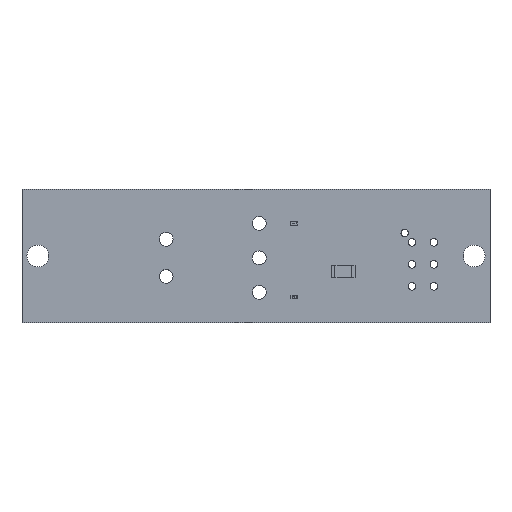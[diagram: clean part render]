
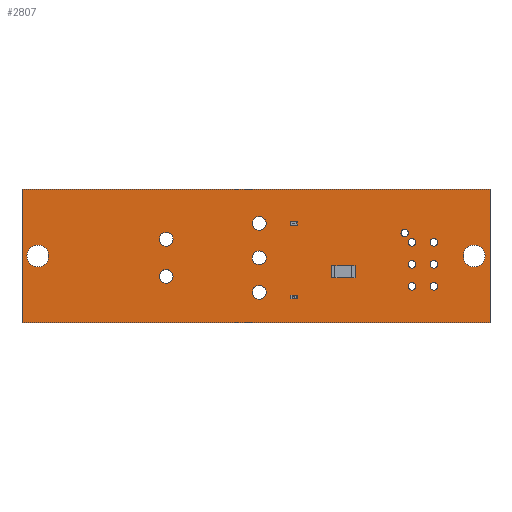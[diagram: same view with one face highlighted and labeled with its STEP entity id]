
A CAD part, top view. The second image highlights one B-rep face of the part: STEP entity #2807.
In plain terms, the highlighted planar face has unit normal (0, 0, 1).
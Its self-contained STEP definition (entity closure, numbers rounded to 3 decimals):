
#2174 = VERTEX_POINT('',#2175);
#2175 = CARTESIAN_POINT('',(114.808,33.782,0.));
#2181 = EDGE_CURVE('',#2174,#2182,#2184,.T.);
#2182 = VERTEX_POINT('',#2183);
#2183 = CARTESIAN_POINT('',(178.689,33.782,0.));
#2184 = LINE('',#2185,#2186);
#2185 = CARTESIAN_POINT('',(114.808,33.782,0.));
#2186 = VECTOR('',#2187,1.);
#2187 = DIRECTION('',(1.,0.,0.));
#2212 = EDGE_CURVE('',#2182,#2213,#2215,.T.);
#2213 = VERTEX_POINT('',#2214);
#2214 = CARTESIAN_POINT('',(178.689,52.07,0.));
#2215 = LINE('',#2216,#2217);
#2216 = CARTESIAN_POINT('',(178.689,33.782,0.));
#2217 = VECTOR('',#2218,1.);
#2218 = DIRECTION('',(0.,1.,0.));
#2243 = EDGE_CURVE('',#2213,#2244,#2246,.T.);
#2244 = VERTEX_POINT('',#2245);
#2245 = CARTESIAN_POINT('',(114.808,52.07,0.));
#2246 = LINE('',#2247,#2248);
#2247 = CARTESIAN_POINT('',(178.689,52.07,0.));
#2248 = VECTOR('',#2249,1.);
#2249 = DIRECTION('',(-1.,0.,0.));
#2274 = EDGE_CURVE('',#2244,#2174,#2275,.T.);
#2275 = LINE('',#2276,#2277);
#2276 = CARTESIAN_POINT('',(114.808,52.07,0.));
#2277 = VECTOR('',#2278,1.);
#2278 = DIRECTION('',(0.,-1.,0.));
#2298 = VERTEX_POINT('',#2299);
#2299 = CARTESIAN_POINT('',(118.465,42.926,0.));
#2305 = EDGE_CURVE('',#2298,#2298,#2306,.T.);
#2306 = CIRCLE('',#2307,1.498);
#2307 = AXIS2_PLACEMENT_3D('',#2308,#2309,#2310);
#2308 = CARTESIAN_POINT('',(116.967,42.926,0.));
#2309 = DIRECTION('',(0.,0.,1.));
#2310 = DIRECTION('',(1.,0.,0.));
#2331 = VERTEX_POINT('',#2332);
#2332 = CARTESIAN_POINT('',(148.133,37.973,0.));
#2338 = EDGE_CURVE('',#2331,#2331,#2339,.T.);
#2339 = CIRCLE('',#2340,0.94);
#2340 = AXIS2_PLACEMENT_3D('',#2341,#2342,#2343);
#2341 = CARTESIAN_POINT('',(147.193,37.973,0.));
#2342 = DIRECTION('',(0.,0.,1.));
#2343 = DIRECTION('',(1.,0.,0.));
#2364 = VERTEX_POINT('',#2365);
#2365 = CARTESIAN_POINT('',(135.433,40.132,0.));
#2371 = EDGE_CURVE('',#2364,#2364,#2372,.T.);
#2372 = CIRCLE('',#2373,0.94);
#2373 = AXIS2_PLACEMENT_3D('',#2374,#2375,#2376);
#2374 = CARTESIAN_POINT('',(134.493,40.132,0.));
#2375 = DIRECTION('',(0.,0.,1.));
#2376 = DIRECTION('',(1.,0.,0.));
#2397 = VERTEX_POINT('',#2398);
#2398 = CARTESIAN_POINT('',(148.133,42.672,0.));
#2404 = EDGE_CURVE('',#2397,#2397,#2405,.T.);
#2405 = CIRCLE('',#2406,0.94);
#2406 = AXIS2_PLACEMENT_3D('',#2407,#2408,#2409);
#2407 = CARTESIAN_POINT('',(147.193,42.672,0.));
#2408 = DIRECTION('',(0.,0.,1.));
#2409 = DIRECTION('',(1.,0.,0.));
#2430 = VERTEX_POINT('',#2431);
#2431 = CARTESIAN_POINT('',(135.433,45.212,0.));
#2437 = EDGE_CURVE('',#2430,#2430,#2438,.T.);
#2438 = CIRCLE('',#2439,0.94);
#2439 = AXIS2_PLACEMENT_3D('',#2440,#2441,#2442);
#2440 = CARTESIAN_POINT('',(134.493,45.212,0.));
#2441 = DIRECTION('',(0.,0.,1.));
#2442 = DIRECTION('',(1.,0.,0.));
#2463 = VERTEX_POINT('',#2464);
#2464 = CARTESIAN_POINT('',(167.554,46.063,0.));
#2470 = EDGE_CURVE('',#2463,#2463,#2471,.T.);
#2471 = CIRCLE('',#2472,0.51);
#2472 = AXIS2_PLACEMENT_3D('',#2473,#2474,#2475);
#2473 = CARTESIAN_POINT('',(167.044,46.063,0.));
#2474 = DIRECTION('',(0.,0.,1.));
#2475 = DIRECTION('',(1.,0.,0.));
#2496 = VERTEX_POINT('',#2497);
#2497 = CARTESIAN_POINT('',(148.133,47.371,0.));
#2503 = EDGE_CURVE('',#2496,#2496,#2504,.T.);
#2504 = CIRCLE('',#2505,0.94);
#2505 = AXIS2_PLACEMENT_3D('',#2506,#2507,#2508);
#2506 = CARTESIAN_POINT('',(147.193,47.371,0.));
#2507 = DIRECTION('',(0.,0.,1.));
#2508 = DIRECTION('',(1.,0.,0.));
#2529 = VERTEX_POINT('',#2530);
#2530 = CARTESIAN_POINT('',(168.534,41.783,0.));
#2536 = EDGE_CURVE('',#2529,#2529,#2537,.T.);
#2537 = CIRCLE('',#2538,0.51);
#2538 = AXIS2_PLACEMENT_3D('',#2539,#2540,#2541);
#2539 = CARTESIAN_POINT('',(168.024,41.783,0.));
#2540 = DIRECTION('',(0.,0.,1.));
#2541 = DIRECTION('',(1.,0.,0.));
#2562 = VERTEX_POINT('',#2563);
#2563 = CARTESIAN_POINT('',(171.534,38.783,0.));
#2569 = EDGE_CURVE('',#2562,#2562,#2570,.T.);
#2570 = CIRCLE('',#2571,0.51);
#2571 = AXIS2_PLACEMENT_3D('',#2572,#2573,#2574);
#2572 = CARTESIAN_POINT('',(171.024,38.783,0.));
#2573 = DIRECTION('',(0.,0.,1.));
#2574 = DIRECTION('',(1.,0.,0.));
#2595 = VERTEX_POINT('',#2596);
#2596 = CARTESIAN_POINT('',(168.534,38.783,0.));
#2602 = EDGE_CURVE('',#2595,#2595,#2603,.T.);
#2603 = CIRCLE('',#2604,0.51);
#2604 = AXIS2_PLACEMENT_3D('',#2605,#2606,#2607);
#2605 = CARTESIAN_POINT('',(168.024,38.783,0.));
#2606 = DIRECTION('',(0.,0.,1.));
#2607 = DIRECTION('',(1.,0.,0.));
#2628 = VERTEX_POINT('',#2629);
#2629 = CARTESIAN_POINT('',(171.534,41.783,0.));
#2635 = EDGE_CURVE('',#2628,#2628,#2636,.T.);
#2636 = CIRCLE('',#2637,0.51);
#2637 = AXIS2_PLACEMENT_3D('',#2638,#2639,#2640);
#2638 = CARTESIAN_POINT('',(171.024,41.783,0.));
#2639 = DIRECTION('',(0.,0.,1.));
#2640 = DIRECTION('',(1.,0.,0.));
#2661 = VERTEX_POINT('',#2662);
#2662 = CARTESIAN_POINT('',(168.534,44.783,0.));
#2668 = EDGE_CURVE('',#2661,#2661,#2669,.T.);
#2669 = CIRCLE('',#2670,0.51);
#2670 = AXIS2_PLACEMENT_3D('',#2671,#2672,#2673);
#2671 = CARTESIAN_POINT('',(168.024,44.783,0.));
#2672 = DIRECTION('',(0.,0.,1.));
#2673 = DIRECTION('',(1.,0.,0.));
#2694 = VERTEX_POINT('',#2695);
#2695 = CARTESIAN_POINT('',(178.028,42.926,0.));
#2701 = EDGE_CURVE('',#2694,#2694,#2702,.T.);
#2702 = CIRCLE('',#2703,1.498);
#2703 = AXIS2_PLACEMENT_3D('',#2704,#2705,#2706);
#2704 = CARTESIAN_POINT('',(176.53,42.926,0.));
#2705 = DIRECTION('',(0.,0.,1.));
#2706 = DIRECTION('',(1.,0.,0.));
#2727 = VERTEX_POINT('',#2728);
#2728 = CARTESIAN_POINT('',(171.534,44.783,0.));
#2734 = EDGE_CURVE('',#2727,#2727,#2735,.T.);
#2735 = CIRCLE('',#2736,0.51);
#2736 = AXIS2_PLACEMENT_3D('',#2737,#2738,#2739);
#2737 = CARTESIAN_POINT('',(171.024,44.783,0.));
#2738 = DIRECTION('',(0.,0.,1.));
#2739 = DIRECTION('',(1.,0.,0.));
#2807 = ADVANCED_FACE('',(#2808,#2814,#2817,#2820,#2823,#2826,#2829,
    #2832,#2835,#2838,#2841,#2844,#2847,#2850,#2853),#2856,.F.);
#2808 = FACE_BOUND('',#2809,.T.);
#2809 = EDGE_LOOP('',(#2810,#2811,#2812,#2813));
#2810 = ORIENTED_EDGE('',*,*,#2181,.T.);
#2811 = ORIENTED_EDGE('',*,*,#2212,.T.);
#2812 = ORIENTED_EDGE('',*,*,#2243,.T.);
#2813 = ORIENTED_EDGE('',*,*,#2274,.T.);
#2814 = FACE_BOUND('',#2815,.F.);
#2815 = EDGE_LOOP('',(#2816));
#2816 = ORIENTED_EDGE('',*,*,#2305,.T.);
#2817 = FACE_BOUND('',#2818,.F.);
#2818 = EDGE_LOOP('',(#2819));
#2819 = ORIENTED_EDGE('',*,*,#2338,.T.);
#2820 = FACE_BOUND('',#2821,.F.);
#2821 = EDGE_LOOP('',(#2822));
#2822 = ORIENTED_EDGE('',*,*,#2371,.T.);
#2823 = FACE_BOUND('',#2824,.F.);
#2824 = EDGE_LOOP('',(#2825));
#2825 = ORIENTED_EDGE('',*,*,#2404,.T.);
#2826 = FACE_BOUND('',#2827,.F.);
#2827 = EDGE_LOOP('',(#2828));
#2828 = ORIENTED_EDGE('',*,*,#2437,.T.);
#2829 = FACE_BOUND('',#2830,.F.);
#2830 = EDGE_LOOP('',(#2831));
#2831 = ORIENTED_EDGE('',*,*,#2470,.T.);
#2832 = FACE_BOUND('',#2833,.F.);
#2833 = EDGE_LOOP('',(#2834));
#2834 = ORIENTED_EDGE('',*,*,#2503,.T.);
#2835 = FACE_BOUND('',#2836,.F.);
#2836 = EDGE_LOOP('',(#2837));
#2837 = ORIENTED_EDGE('',*,*,#2536,.T.);
#2838 = FACE_BOUND('',#2839,.F.);
#2839 = EDGE_LOOP('',(#2840));
#2840 = ORIENTED_EDGE('',*,*,#2569,.T.);
#2841 = FACE_BOUND('',#2842,.F.);
#2842 = EDGE_LOOP('',(#2843));
#2843 = ORIENTED_EDGE('',*,*,#2602,.T.);
#2844 = FACE_BOUND('',#2845,.F.);
#2845 = EDGE_LOOP('',(#2846));
#2846 = ORIENTED_EDGE('',*,*,#2635,.T.);
#2847 = FACE_BOUND('',#2848,.F.);
#2848 = EDGE_LOOP('',(#2849));
#2849 = ORIENTED_EDGE('',*,*,#2668,.T.);
#2850 = FACE_BOUND('',#2851,.F.);
#2851 = EDGE_LOOP('',(#2852));
#2852 = ORIENTED_EDGE('',*,*,#2701,.T.);
#2853 = FACE_BOUND('',#2854,.F.);
#2854 = EDGE_LOOP('',(#2855));
#2855 = ORIENTED_EDGE('',*,*,#2734,.T.);
#2856 = PLANE('',#2857);
#2857 = AXIS2_PLACEMENT_3D('',#2858,#2859,#2860);
#2858 = CARTESIAN_POINT('',(114.808,33.782,0.));
#2859 = DIRECTION('',(0.,0.,-1.));
#2860 = DIRECTION('',(-1.,0.,0.));
